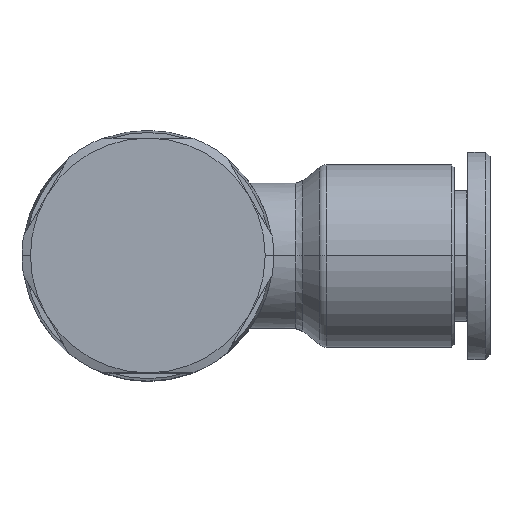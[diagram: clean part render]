
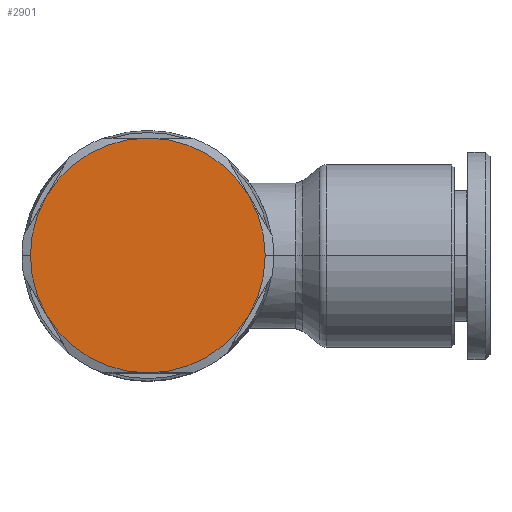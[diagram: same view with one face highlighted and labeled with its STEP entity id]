
A CAD part, top view. The second image highlights one B-rep face of the part: STEP entity #2901.
In plain terms, the highlighted planar face has unit normal (0, 0, 1).
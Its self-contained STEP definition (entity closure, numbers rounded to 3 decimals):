
#1830=CARTESIAN_POINT('',(17.1,0.,14.5));
#1831=VERTEX_POINT('',#1830);
#1838=CARTESIAN_POINT('',(15.693,-5.25,14.5));
#1839=VERTEX_POINT('',#1838);
#1840=CARTESIAN_POINT('',(6.6,0.,14.5));
#1841=DIRECTION('',(0.0,0.0,1.0));
#1842=DIRECTION('',(-1.0,0.0,0.0));
#1843=AXIS2_PLACEMENT_3D('',#1840,#1841,#1842);
#1844=CIRCLE('',#1843,10.5);
#1845=EDGE_CURVE('',#1839,#1831,#1844,.T.);
#1869=CARTESIAN_POINT('',(-3.9,0.,14.5));
#1870=VERTEX_POINT('',#1869);
#1878=CARTESIAN_POINT('',(-2.493,-5.25,14.5));
#1879=VERTEX_POINT('',#1878);
#1893=CARTESIAN_POINT('',(6.6,0.,14.5));
#1894=DIRECTION('',(0.0,0.0,1.0));
#1895=DIRECTION('',(-1.0,0.0,0.0));
#1896=AXIS2_PLACEMENT_3D('',#1893,#1894,#1895);
#1897=CIRCLE('',#1896,10.5);
#1898=EDGE_CURVE('',#1870,#1879,#1897,.T.);
#2233=CARTESIAN_POINT('',(-2.493,5.25,14.5));
#2234=VERTEX_POINT('',#2233);
#2235=CARTESIAN_POINT('',(6.6,0.,14.5));
#2236=DIRECTION('',(0.0,0.0,1.0));
#2237=DIRECTION('',(-1.0,0.0,0.0));
#2238=AXIS2_PLACEMENT_3D('',#2235,#2236,#2237);
#2239=CIRCLE('',#2238,10.5);
#2240=EDGE_CURVE('',#2234,#1870,#2239,.T.);
#2274=CARTESIAN_POINT('',(6.6,10.5,14.5));
#2275=VERTEX_POINT('',#2274);
#2311=CARTESIAN_POINT('',(6.6,0.,14.5));
#2312=DIRECTION('',(0.0,0.0,1.0));
#2313=DIRECTION('',(-1.0,0.0,0.0));
#2314=AXIS2_PLACEMENT_3D('',#2311,#2312,#2313);
#2315=CIRCLE('',#2314,10.5);
#2316=EDGE_CURVE('',#2275,#2234,#2315,.T.);
#2341=CARTESIAN_POINT('',(15.693,5.25,14.5));
#2342=VERTEX_POINT('',#2341);
#2343=CARTESIAN_POINT('',(6.6,0.,14.5));
#2344=DIRECTION('',(0.0,0.0,1.0));
#2345=DIRECTION('',(-1.0,0.0,0.0));
#2346=AXIS2_PLACEMENT_3D('',#2343,#2344,#2345);
#2347=CIRCLE('',#2346,10.5);
#2348=EDGE_CURVE('',#2342,#2275,#2347,.T.);
#2403=CARTESIAN_POINT('',(6.6,0.,14.5));
#2404=DIRECTION('',(0.0,0.0,1.0));
#2405=DIRECTION('',(-1.0,0.0,0.0));
#2406=AXIS2_PLACEMENT_3D('',#2403,#2404,#2405);
#2407=CIRCLE('',#2406,10.5);
#2408=EDGE_CURVE('',#1831,#2342,#2407,.T.);
#2433=CARTESIAN_POINT('',(6.6,-10.5,14.5));
#2434=VERTEX_POINT('',#2433);
#2435=CARTESIAN_POINT('',(6.6,0.,14.5));
#2436=DIRECTION('',(0.0,0.0,1.0));
#2437=DIRECTION('',(-1.0,0.0,0.0));
#2438=AXIS2_PLACEMENT_3D('',#2435,#2436,#2437);
#2439=CIRCLE('',#2438,10.5);
#2440=EDGE_CURVE('',#2434,#1839,#2439,.T.);
#2487=CARTESIAN_POINT('',(6.6,0.,14.5));
#2488=DIRECTION('',(0.0,0.0,1.0));
#2489=DIRECTION('',(-1.0,0.0,0.0));
#2490=AXIS2_PLACEMENT_3D('',#2487,#2488,#2489);
#2491=CIRCLE('',#2490,10.5);
#2492=EDGE_CURVE('',#1879,#2434,#2491,.T.);
#2886=CARTESIAN_POINT('',(6.6,0.,14.5));
#2887=DIRECTION('',(0.0,0.0,1.0));
#2888=DIRECTION('',(-1.0,0.0,0.0));
#2889=AXIS2_PLACEMENT_3D('',#2886,#2887,#2888);
#2890=PLANE('',#2889);
#2891=ORIENTED_EDGE('',*,*,#2492,.T.);
#2892=ORIENTED_EDGE('',*,*,#2440,.T.);
#2893=ORIENTED_EDGE('',*,*,#1845,.T.);
#2894=ORIENTED_EDGE('',*,*,#2408,.T.);
#2895=ORIENTED_EDGE('',*,*,#2348,.T.);
#2896=ORIENTED_EDGE('',*,*,#2316,.T.);
#2897=ORIENTED_EDGE('',*,*,#2240,.T.);
#2898=ORIENTED_EDGE('',*,*,#1898,.T.);
#2899=EDGE_LOOP('',(#2891,#2892,#2893,#2894,#2895,#2896,#2897,#2898));
#2900=FACE_OUTER_BOUND('',#2899,.T.);
#2901=ADVANCED_FACE('',(#2900),#2890,.T.);
